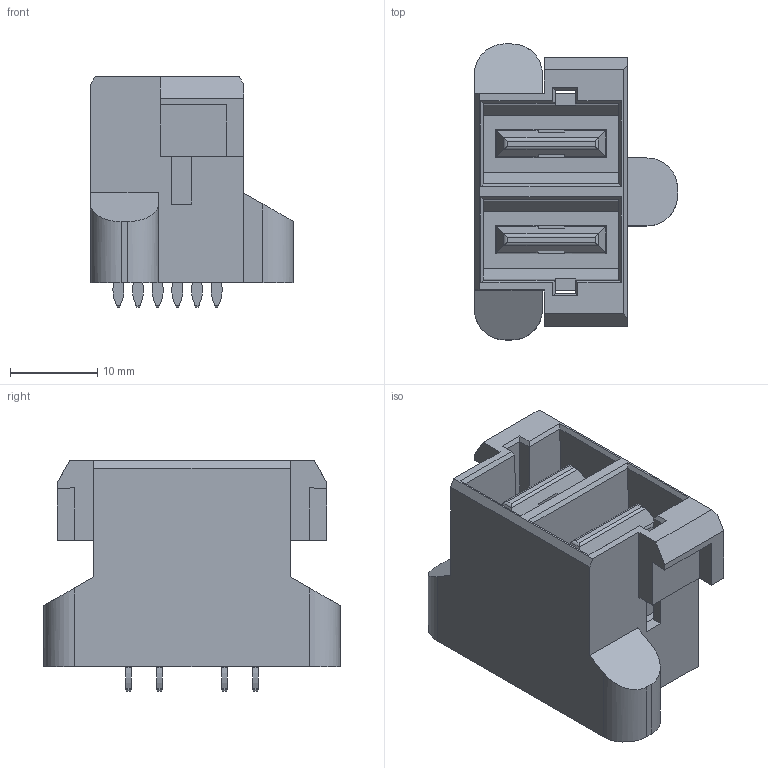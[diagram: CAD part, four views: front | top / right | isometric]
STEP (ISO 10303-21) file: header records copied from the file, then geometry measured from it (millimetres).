
FILE_DESCRIPTION((''),'2;1');
FILE_NAME('1510530002','2020-07-13T',('gga'),(''),'PRO/ENGINEER BY PARAMETRIC TECHNOLOGY CORPORATION, 2016010','PRO/ENGINEER BY PARAMETRIC TECHNOLOGY CORPORATION, 2016010','');
FILE_SCHEMA(('CONFIG_CONTROL_DESIGN'));
Length unit declared in the file: millimetre
Products named in the file (1): 1510530002
Bounding box: 23.25 x 33.9 x 26.45 mm (x, y, z)
Volume: 6479.1 mm3; surface area: 7143.8 mm2
Topology: 1 solids, 1 shells, 486 faces, 1369 edges, 915 vertices
Faces by surface type: plane 400, cylinder 80, cone 6
Entity records: 15600 total; most frequent: CARTESIAN_POINT 2910, ORIENTED_EDGE 2630, DIRECTION 2490, EDGE_CURVE 1315, VECTOR 1164, LINE 1164, VERTEX_POINT 861, AXIS2_PLACEMENT_3D 663
